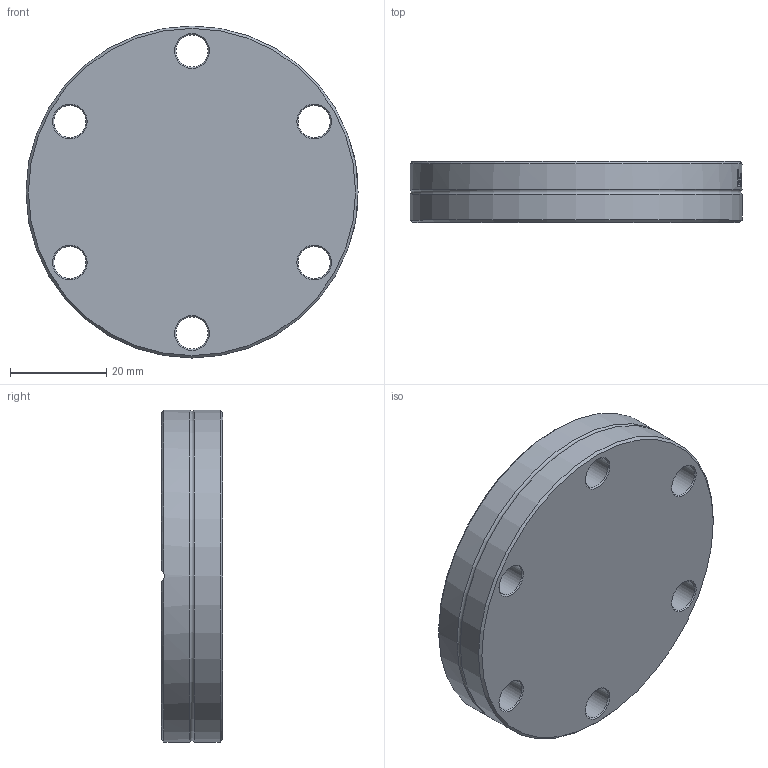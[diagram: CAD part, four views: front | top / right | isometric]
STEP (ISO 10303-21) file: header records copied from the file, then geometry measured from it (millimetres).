
FILE_DESCRIPTION(/* description */ (''),/* implementation_level */ '2;1');
FILE_NAME(/* name */ 'FL-40CF.stp',/* time_stamp */ '2018-01-12T15:46:04+00:00',/* author */ ('paul'),/* organization */ (''),/* preprocessor_version */ 'ST-DEVELOPER v16.13',/* originating_system */ 'Autodesk Inventor 2018',/* authorisation */ '');
FILE_SCHEMA (('AUTOMOTIVE_DESIGN { 1 0 10303 214 3 1 1 }'));
Length unit declared in the file: millimetre
Products named in the file (1): FL-40CF
Bounding box: 69.1 x 12.7 x 69.1 mm (x, y, z)
Volume: 42645.6 mm3; surface area: 11686.5 mm2
Topology: 1 solids, 1 shells, 124 faces, 332 edges, 218 vertices
Faces by surface type: plane 46, bspline 41, cylinder 19, cone 17, torus 1
Full cylindrical faces by diameter (mm): 6.7 x6, 48.26 x1, 69.1 x2
Entity records: 5157 total; most frequent: CARTESIAN_POINT 2357, ORIENTED_EDGE 598, DIRECTION 473, EDGE_CURVE 299, VERTEX_POINT 210, AXIS2_PLACEMENT_3D 181, EDGE_LOOP 169, FACE_OUTER_BOUND 124
